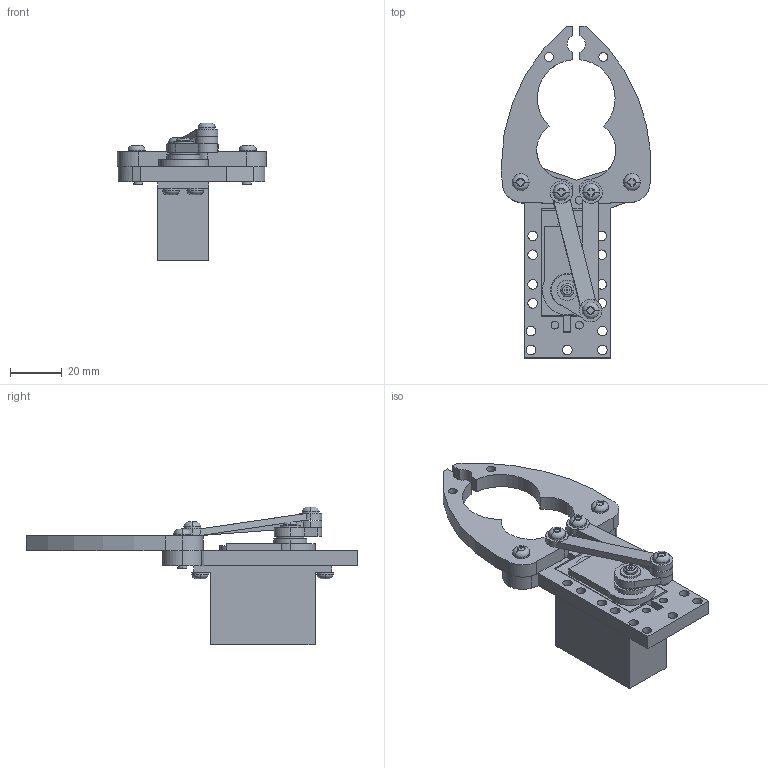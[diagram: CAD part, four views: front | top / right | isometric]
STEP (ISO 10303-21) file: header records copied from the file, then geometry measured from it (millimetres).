
FILE_DESCRIPTION (( 'STEP AP214' ), '1' );
FILE_NAME ('Gripper_Kit_B_SM.STEP', '2016-02-22T14:10:18', ( '' ), ( '' ), 'SwSTEP 2.0', 'SolidWorks 2016', '' );
FILE_SCHEMA (( 'AUTOMOTIVE_DESIGN' ));
Length unit declared in the file: millimetre
Products named in the file (1): Gripper_Kit_B_SM
Bounding box: 57.91 x 128.84 x 53.54 mm (x, y, z)
Volume: 55357.7 mm3; surface area: 21729.5 mm2
Topology: 1 solids, 4 shells, 400 faces, 1081 edges, 705 vertices
Faces by surface type: plane 206, cylinder 174, torus 20
Entity records: 13000 total; most frequent: CARTESIAN_POINT 2715, ORIENTED_EDGE 2162, DIRECTION 2162, EDGE_CURVE 1081, AXIS2_PLACEMENT_3D 826, VERTEX_POINT 705, LINE 510, VECTOR 510
